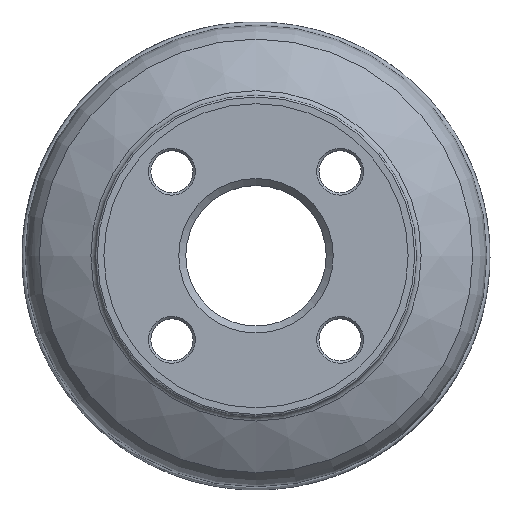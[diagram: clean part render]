
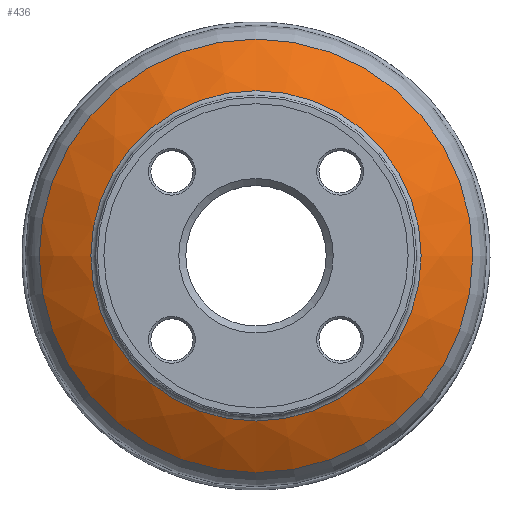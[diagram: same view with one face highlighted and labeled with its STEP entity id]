
A CAD part, top view. The second image highlights one B-rep face of the part: STEP entity #436.
In plain terms, the highlighted face is a revolution surface.
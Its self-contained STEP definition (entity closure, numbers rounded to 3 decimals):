
#90=ELLIPSE('',#845,49.136,18.95);
#92=SURFACE_OF_REVOLUTION('',#90,#94);
#94=AXIS1_PLACEMENT('',#9481,#1006);
#151=EDGE_LOOP('',(#245));
#152=EDGE_LOOP('',(#246));
#245=ORIENTED_EDGE('',*,*,#335,.T.);
#246=ORIENTED_EDGE('',*,*,#334,.F.);
#334=EDGE_CURVE('',#584,#584,#381,.T.);
#335=EDGE_CURVE('',#585,#585,#382,.T.);
#381=CIRCLE('',#843,92.647);
#382=CIRCLE('',#844,70.591);
#436=ADVANCED_FACE('SU_3',(#493,#494),#92,.F.);
#493=FACE_BOUND('',#151,.T.);
#494=FACE_BOUND('',#152,.T.);
#584=VERTEX_POINT('',#9472);
#585=VERTEX_POINT('',#9479);
#843=AXIS2_PLACEMENT_3D('',#9471,#999,#1000);
#844=AXIS2_PLACEMENT_3D('',#9478,#1002,#1003);
#845=AXIS2_PLACEMENT_3D('',#9480,#1004,#1005);
#999=DIRECTION('',(0.,0.,-1.));
#1000=DIRECTION('',(-1.,0.,0.));
#1002=DIRECTION('',(0.,0.,-1.));
#1003=DIRECTION('',(-1.,0.,0.));
#1004=DIRECTION('',(0.,1.,0.));
#1005=DIRECTION('',(-0.952,0.,-0.307));
#1006=DIRECTION('',(0.,0.,-1.));
#9471=CARTESIAN_POINT('',(0.,0.,-34.535));
#9472=CARTESIAN_POINT('',(-92.647,0.,-34.535));
#9478=CARTESIAN_POINT('',(0.,0.,-21.813));
#9479=CARTESIAN_POINT('',(-70.591,0.,-21.813));
#9480=CARTESIAN_POINT('',(-55.02,0.,-36.25));
#9481=CARTESIAN_POINT('',(0.,0.,-54.939));
